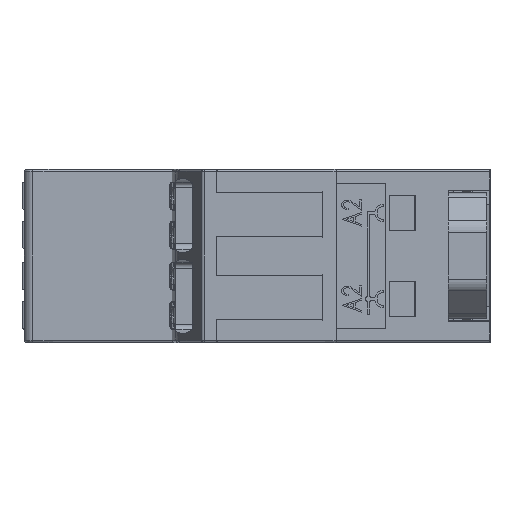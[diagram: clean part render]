
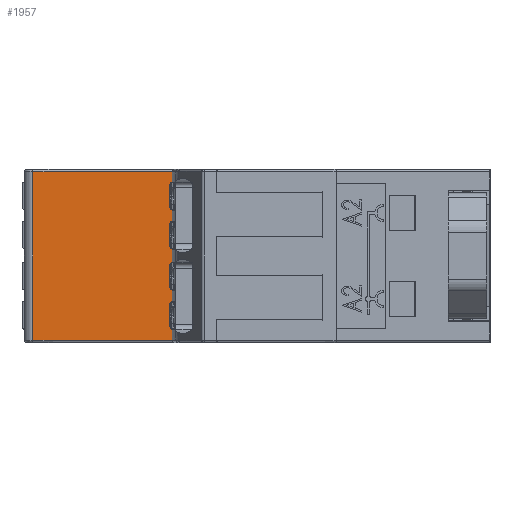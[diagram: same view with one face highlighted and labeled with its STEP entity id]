
A CAD part, left-side view. The second image highlights one B-rep face of the part: STEP entity #1957.
In plain terms, the highlighted planar face has unit normal (-1, 0, 0).
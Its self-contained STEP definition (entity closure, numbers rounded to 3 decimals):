
#1957=ADVANCED_FACE('',(#29563),#29565,.F.);
#29563=FACE_BOUND('',#29564,.T.);
#29564=EDGE_LOOP('',(#53888,#53889,#53890,#53891,#53892,#53893,#53894,#53895,#53896,
#53897));
#29565=PLANE('',#29566);
#29566=AXIS2_PLACEMENT_3D('',#29567,#29568,#29569);
#29567=CARTESIAN_POINT('',(55.7,0.,7.925));
#29568=DIRECTION('',(1.,0.,0.));
#29569=DIRECTION('',(0.,0.,-1.));
#53888=ORIENTED_EDGE('',*,*,#71664,.F.);
#53889=ORIENTED_EDGE('',*,*,#71665,.T.);
#53890=ORIENTED_EDGE('',*,*,#71666,.F.);
#53891=ORIENTED_EDGE('',*,*,#71667,.F.);
#53892=ORIENTED_EDGE('',*,*,#71668,.T.);
#53893=ORIENTED_EDGE('',*,*,#71669,.F.);
#53894=ORIENTED_EDGE('',*,*,#71670,.T.);
#53895=ORIENTED_EDGE('',*,*,#71671,.F.);
#53896=ORIENTED_EDGE('',*,*,#71672,.T.);
#53897=ORIENTED_EDGE('',*,*,#71673,.T.);
#71664=EDGE_CURVE('',#81940,#81941,#81942,.T.);
#71665=EDGE_CURVE('',#81940,#81943,#81944,.T.);
#71666=EDGE_CURVE('',#81945,#81943,#81946,.T.);
#71667=EDGE_CURVE('',#81947,#81945,#81948,.T.);
#71668=EDGE_CURVE('',#81947,#81949,#81950,.T.);
#71669=EDGE_CURVE('',#81951,#81949,#81952,.T.);
#71670=EDGE_CURVE('',#81951,#81953,#81954,.T.);
#71671=EDGE_CURVE('',#81955,#81953,#81956,.T.);
#71672=EDGE_CURVE('',#81955,#81957,#81958,.T.);
#71673=EDGE_CURVE('',#81957,#81941,#81959,.T.);
#81940=VERTEX_POINT('',#103206);
#81941=VERTEX_POINT('',#103207);
#81942=LINE('',#103208,#103209);
#81943=VERTEX_POINT('',#103211);
#81944=LINE('',#103212,#103213);
#81945=VERTEX_POINT('',#103215);
#81946=LINE('',#103216,#103217);
#81947=VERTEX_POINT('',#103219);
#81948=LINE('',#103220,#103221);
#81949=VERTEX_POINT('',#103223);
#81950=CIRCLE('',#103224,0.25);
#81951=VERTEX_POINT('',#103228);
#81952=LINE('',#103229,#103230);
#81953=VERTEX_POINT('',#103232);
#81954=CIRCLE('',#103233,0.25);
#81955=VERTEX_POINT('',#103237);
#81956=LINE('',#103238,#103239);
#81957=VERTEX_POINT('',#103241);
#81958=LINE('',#103242,#103243);
#81959=LINE('',#103245,#103246);
#103206=CARTESIAN_POINT('',(55.7,12.7,-7.675));
#103207=CARTESIAN_POINT('',(55.7,12.7,7.675));
#103208=CARTESIAN_POINT('',(55.7,12.7,-7.675));
#103209=VECTOR('',#103210,1.);
#103210=DIRECTION('',(0.,0.,1.));
#103211=CARTESIAN_POINT('',(55.7,-6.9,-7.675));
#103212=CARTESIAN_POINT('',(55.7,12.7,-7.675));
#103213=VECTOR('',#103214,1.);
#103214=DIRECTION('',(0.,-1.,0.));
#103215=CARTESIAN_POINT('',(55.7,-6.9,-6.375));
#103216=CARTESIAN_POINT('',(55.7,-6.9,-6.375));
#103217=VECTOR('',#103218,1.);
#103218=DIRECTION('',(0.,0.,-1.));
#103219=CARTESIAN_POINT('',(55.7,-0.25,-6.375));
#103220=CARTESIAN_POINT('',(55.7,-0.25,-6.375));
#103221=VECTOR('',#103222,1.);
#103222=DIRECTION('',(0.,-1.,0.));
#103223=CARTESIAN_POINT('',(55.7,0.,-6.125));
#103224=AXIS2_PLACEMENT_3D('',#103225,#103226,#103227);
#103225=CARTESIAN_POINT('',(55.7,-0.25,-6.125));
#103226=DIRECTION('',(1.,0.,0.));
#103227=DIRECTION('',(0.,0.,-1.));
#103228=CARTESIAN_POINT('',(55.7,0.,6.125));
#103229=CARTESIAN_POINT('',(55.7,0.,6.125));
#103230=VECTOR('',#103231,1.);
#103231=DIRECTION('',(0.,0.,-1.));
#103232=CARTESIAN_POINT('',(55.7,-0.25,6.375));
#103233=AXIS2_PLACEMENT_3D('',#103234,#103235,#103236);
#103234=CARTESIAN_POINT('',(55.7,-0.25,6.125));
#103235=DIRECTION('',(1.,0.,0.));
#103236=DIRECTION('',(0.,1.,0.));
#103237=CARTESIAN_POINT('',(55.7,-6.9,6.375));
#103238=CARTESIAN_POINT('',(55.7,-6.9,6.375));
#103239=VECTOR('',#103240,1.);
#103240=DIRECTION('',(0.,1.,0.));
#103241=CARTESIAN_POINT('',(55.7,-6.9,7.675));
#103242=CARTESIAN_POINT('',(55.7,-6.9,6.375));
#103243=VECTOR('',#103244,1.);
#103244=DIRECTION('',(0.,0.,1.));
#103245=CARTESIAN_POINT('',(55.7,-6.9,7.675));
#103246=VECTOR('',#103247,1.);
#103247=DIRECTION('',(0.,1.,0.));
